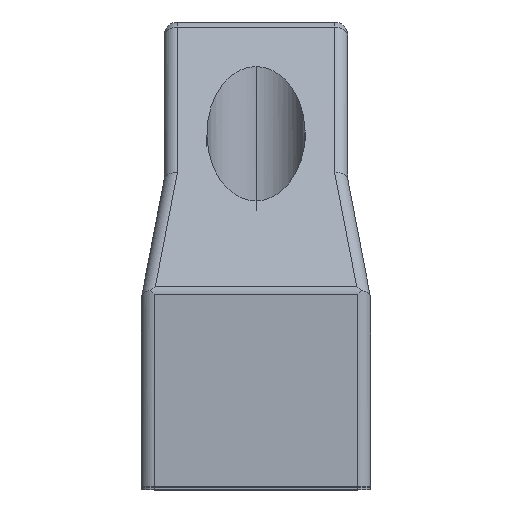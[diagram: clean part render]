
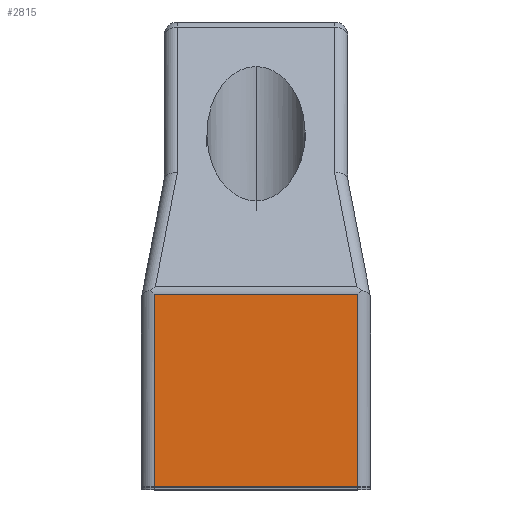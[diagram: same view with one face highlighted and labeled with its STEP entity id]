
A CAD part, top view. The second image highlights one B-rep face of the part: STEP entity #2815.
In plain terms, the highlighted planar face has unit normal (0, 0, 1).
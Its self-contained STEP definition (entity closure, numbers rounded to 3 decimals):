
#47 = VERTEX_POINT ( 'NONE', #1142 ) ;
#112 = CARTESIAN_POINT ( 'NONE',  ( 17.5, -29., 142.5 ) ) ;
#118 = VECTOR ( 'NONE', #273, 1000. ) ;
#124 = CARTESIAN_POINT ( 'NONE',  ( 17.5, -29.654, 142.5 ) ) ;
#147 = EDGE_LOOP ( 'NONE', ( #2577, #300, #266, #2729 ) ) ;
#165 = DIRECTION ( 'NONE',  ( -1., 0., 0. ) ) ;
#242 = EDGE_CURVE ( 'NONE', #1388, #719, #1379, .T. ) ;
#266 = ORIENTED_EDGE ( 'NONE', *, *, #2682, .F. ) ;
#273 = DIRECTION ( 'NONE',  ( 0., -1., 0. ) ) ;
#300 = ORIENTED_EDGE ( 'NONE', *, *, #242, .T. ) ;
#501 = LINE ( 'NONE', #124, #1666 ) ;
#563 = LINE ( 'NONE', #1708, #1454 ) ;
#611 = VECTOR ( 'NONE', #2225, 1000. ) ;
#627 = AXIS2_PLACEMENT_3D ( 'NONE', #112, #1393, #1003 ) ;
#682 = CARTESIAN_POINT ( 'NONE',  ( 15.5, -30.157, 142.5 ) ) ;
#719 = VERTEX_POINT ( 'NONE', #762 ) ;
#740 = CARTESIAN_POINT ( 'NONE',  ( -15.5, -29.654, 142.5 ) ) ;
#762 = CARTESIAN_POINT ( 'NONE',  ( -15.5, -59., 142.5 ) ) ;
#1003 = DIRECTION ( 'NONE',  ( -1., 0., 0. ) ) ;
#1142 = CARTESIAN_POINT ( 'NONE',  ( 15.5, -59., 142.5 ) ) ;
#1145 = CARTESIAN_POINT ( 'NONE',  ( -15.5, -29., 142.5 ) ) ;
#1379 = LINE ( 'NONE', #1145, #118 ) ;
#1388 = VERTEX_POINT ( 'NONE', #740 ) ;
#1393 = DIRECTION ( 'NONE',  ( 0., 0., -1. ) ) ;
#1410 = FACE_OUTER_BOUND ( 'NONE', #147, .T. ) ;
#1454 = VECTOR ( 'NONE', #165, 1000. ) ;
#1463 = VERTEX_POINT ( 'NONE', #2648 ) ;
#1666 = VECTOR ( 'NONE', #1913, 1000. ) ;
#1708 = CARTESIAN_POINT ( 'NONE',  ( 17.5, -59., 142.5 ) ) ;
#1771 = LINE ( 'NONE', #682, #611 ) ;
#1913 = DIRECTION ( 'NONE',  ( -1., 0., 0. ) ) ;
#2225 = DIRECTION ( 'NONE',  ( 0., 1., 0. ) ) ;
#2400 = EDGE_CURVE ( 'NONE', #47, #1463, #1771, .T. ) ;
#2535 = PLANE ( 'NONE',  #627 ) ;
#2577 = ORIENTED_EDGE ( 'NONE', *, *, #2847, .T. ) ;
#2648 = CARTESIAN_POINT ( 'NONE',  ( 15.5, -29.654, 142.5 ) ) ;
#2682 = EDGE_CURVE ( 'NONE', #47, #719, #563, .T. ) ;
#2729 = ORIENTED_EDGE ( 'NONE', *, *, #2400, .T. ) ;
#2815 = ADVANCED_FACE ( 'NONE', ( #1410 ), #2535, .F. ) ;
#2847 = EDGE_CURVE ( 'NONE', #1463, #1388, #501, .T. ) ;
